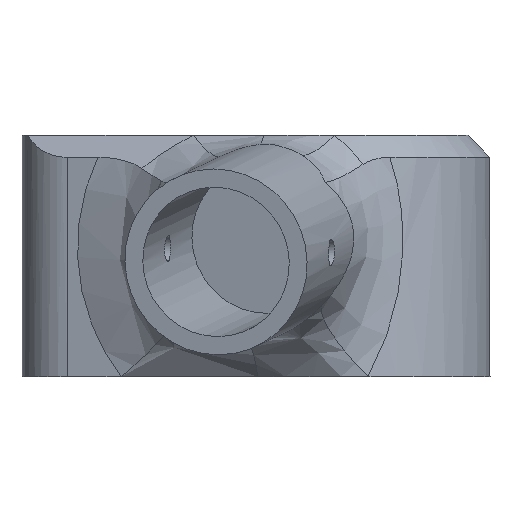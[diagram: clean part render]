
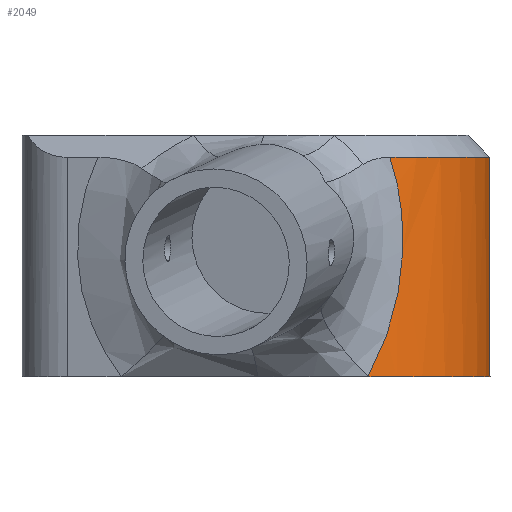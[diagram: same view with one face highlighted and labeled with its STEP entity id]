
A CAD part, left-side view. The second image highlights one B-rep face of the part: STEP entity #2049.
In plain terms, the highlighted cylindrical face has radius 25 mm (diameter 50 mm), a partial arc.
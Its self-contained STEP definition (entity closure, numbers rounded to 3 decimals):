
#51=CYLINDRICAL_SURFACE('',#2203,25.);
#158=LINE('',#3565,#330);
#330=VECTOR('',#2442,10.);
#507=FACE_OUTER_BOUND('',#626,.T.);
#626=EDGE_LOOP('',(#1493,#1494,#1495,#1496));
#751=B_SPLINE_CURVE_WITH_KNOTS('',3,(#3221,#3222,#3223,#3224,#3225,#3226,
#3227,#3228,#3229),.UNSPECIFIED.,.F.,.F.,(4,1,1,1,1,1,4),(-18.195,
-17.608,-17.022,-16.436,-15.849,
-15.263,-14.896),.UNSPECIFIED.);
#799=CIRCLE('',#2192,25.);
#804=CIRCLE('',#2204,25.);
#897=VERTEX_POINT('',#3218);
#898=VERTEX_POINT('',#3220);
#903=VERTEX_POINT('',#3369);
#919=VERTEX_POINT('',#3563);
#1106=EDGE_CURVE('',#897,#898,#751,.T.);
#1118=EDGE_CURVE('',#898,#903,#799,.T.);
#1141=EDGE_CURVE('',#919,#897,#804,.T.);
#1142=EDGE_CURVE('',#919,#903,#158,.T.);
#1493=ORIENTED_EDGE('',*,*,#1106,.F.);
#1494=ORIENTED_EDGE('',*,*,#1141,.F.);
#1495=ORIENTED_EDGE('',*,*,#1142,.T.);
#1496=ORIENTED_EDGE('',*,*,#1118,.F.);
#2049=ADVANCED_FACE('',(#507),#51,.T.);
#2192=AXIS2_PLACEMENT_3D('',#3370,#2409,#2410);
#2203=AXIS2_PLACEMENT_3D('',#3562,#2438,#2439);
#2204=AXIS2_PLACEMENT_3D('',#3564,#2440,#2441);
#2409=DIRECTION('center_axis',(0.,0.,1.));
#2410=DIRECTION('ref_axis',(1.,0.,0.));
#2438=DIRECTION('center_axis',(0.,0.,1.));
#2439=DIRECTION('ref_axis',(1.,0.,0.));
#2440=DIRECTION('center_axis',(0.,0.,-1.));
#2441=DIRECTION('ref_axis',(1.,0.,0.));
#2442=DIRECTION('',(0.,0.,1.));
#3218=CARTESIAN_POINT('',(-89.582,-8.299,-1.5));
#3220=CARTESIAN_POINT('',(-88.309,-11.284,28.5));
#3221=CARTESIAN_POINT('Ctrl Pts',(-89.582,-8.299,-1.5));
#3222=CARTESIAN_POINT('Ctrl Pts',(-89.303,-9.094,-0.085));
#3223=CARTESIAN_POINT('Ctrl Pts',(-88.708,-10.526,2.953));
#3224=CARTESIAN_POINT('Ctrl Pts',(-87.873,-12.137,8.073));
#3225=CARTESIAN_POINT('Ctrl Pts',(-87.302,-13.089,13.709));
#3226=CARTESIAN_POINT('Ctrl Pts',(-87.239,-13.186,19.634));
#3227=CARTESIAN_POINT('Ctrl Pts',(-87.692,-12.447,24.631));
#3228=CARTESIAN_POINT('Ctrl Pts',(-88.129,-11.639,27.456));
#3229=CARTESIAN_POINT('Ctrl Pts',(-88.309,-11.284,28.5));
#3369=CARTESIAN_POINT('',(-41.934,6.769,28.5));
#3370=CARTESIAN_POINT('Origin',(-66.,0.,28.5));
#3562=CARTESIAN_POINT('Origin',(-66.,0.,0.));
#3563=CARTESIAN_POINT('',(-41.934,6.769,-1.5));
#3564=CARTESIAN_POINT('Origin',(-66.,0.,-1.5));
#3565=CARTESIAN_POINT('',(-41.934,6.769,0.));
